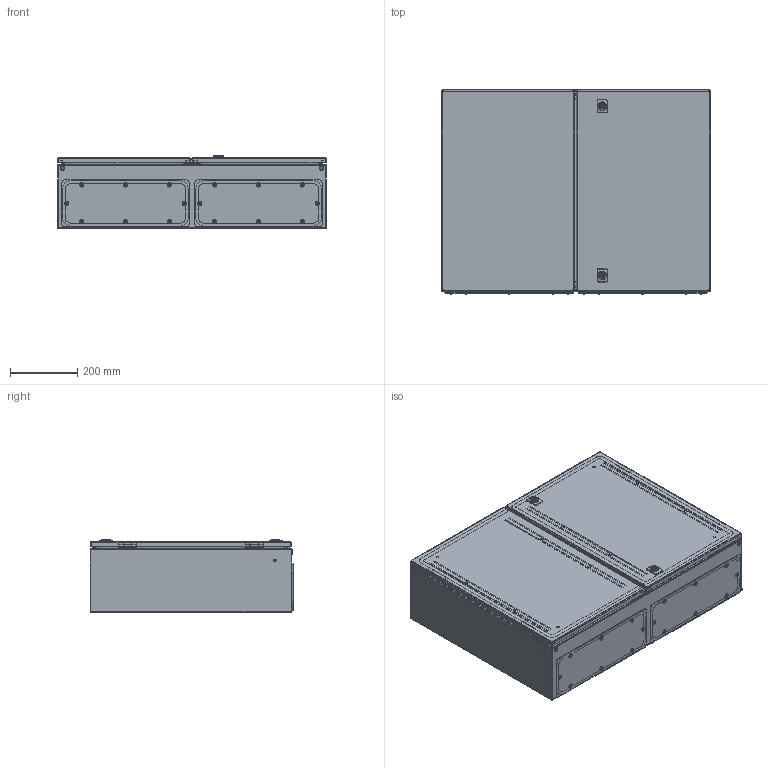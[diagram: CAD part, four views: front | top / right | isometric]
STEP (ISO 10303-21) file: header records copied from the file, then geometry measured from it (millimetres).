
FILE_DESCRIPTION (( 'STEP AP203' ), '1' );
FILE_NAME ('A-1041.STEP', '2010-11-08T13:52:31', ( '' ), ( '' ), 'SwSTEP 2.0', 'SolidWorks 2010', '' );
FILE_SCHEMA (( 'CONFIG_CONTROL_DESIGN' ));
Products named in the file (45): 10042007081850; ENG-005950_6mm; 06072009145039_03E31-057-01; ENG-000128; ENG-000884_M8; ENG-000021; 07072009122542_03U30-056; 07072009160840_03B30-057; ENG-000129_SV-5326; 06072009130922_03E10-053-01 A-1041; ENG-001754_127; ENG-001739_DIN 7983 4,8 x 9,5; A-1041; ENG-000928_03E00-000-01; ENG-000098_M6; ENG-005453; ENG-000169_508; ENG-000093; ENGB-000201_510; ENG-000127; ENG-021237_400 x 600; ENG-000125; ENG-000268_509; 08072009095846_03B10-053; ENG-001424_03B00-000; ENG-000020; 27072009144419_03U10-053; 08072009074310_03B30-056; ENG-000872_ohne Deckteil, Stift gedreht; 07072009150739_03U30-057; ENG-00045A_Normal; ENG-000732_03E20-016-01; ENG-000129_SV-5326-V001; ENG-000872_ohne Deckelteil; ENG-000929_LS-494; 1000-160-1; ENG-000876_DIN 934 M8; ENG-000963_M5 X 0.8 (6MM LONG); ENG-000126; ENG-000138_M6x20 ...
Assembly tree (120 placements, depth 6):
  A-1041
    ENG-000884_M8  x8
    ENG-001424_03B00-000  x2
      ENG-000928_03E00-000-01
      10042007081850
    ENG-001739_DIN 7983 4,8 x 9,5  x16
    ENG-000876_DIN 934 M8  x8
    19092007142653_2256  x2
    08072009074310_03B30-056
      07072009122542_03U30-056
        ENG-000138_M6x20  x6
        ENG-000169_508  x2
        07072009094507_03E31-056-01
      ENG-000098_M6  x4
      ENG-000929_LS-494  x2
      ENG-000129_SV-5326-V001
        ENG-005453
        ENG-000128
        ENG-000127
        ENG-000125
          ENG-000093
            ENG-000021
            ENG-000092
          ENG-000020
        1000-160-1
      23072009134046_400 x 600
      ENG-000129_SV-5326
        ENG-000128
        ENG-000126
        1000-160-1
        ENG-000125
          ENG-000093
            ENG-000021
            ENG-000092
          ENG-000020
        ENG-000127
    07072009160840_03B30-057
      ENG-000098_M6  x4
      ENG-000929_LS-494  x2
      07072009150739_03U30-057
        ENG-000138_M6x20  x6
        ENG-000169_508  x2
        06072009145039_03E31-057-01
      ENG-021237_400 x 600
    ENG-000732_03E20-016-01
    08072009095846_03B10-053
      ENG-000872_ohne Deckteil, Stift gedreht  x2
        ENGB-000201_510
        ENG-000268_509
      ENG-005950_6mm  x8
        ENG-000963_M5 X 0.8 (6MM LONG)
        ENG-00045A_Normal
      27072009144419_03U10-053
        ENG-000138_M8x25  x4
        06072009130922_03E10-053-01 A-1041
        ENG-000138_M6x20  x2
      ENG-000872_ohne Deckelteil  x2
        ENG-000268_509
        ENGB-000201_510
      ENG-001754_127  x2
Bounding box: 800 x 606.97 x 217.49 mm (x, y, z)
Volume: 4021857.6 mm3; surface area: 4680910.7 mm2
Topology: 118 solids, 118 shells, 3618 faces, 9038 edges, 5700 vertices
Faces by surface type: plane 1580, cylinder 1010, cone 510, bspline 310, torus 156, sphere 52
Entity records: 59733 total; most frequent: CARTESIAN_POINT 19461, ORIENTED_EDGE 7066, DIRECTION 6833, EDGE_CURVE 3533, AXIS2_PLACEMENT_3D 2549, VERTEX_POINT 2205, VECTOR 1735, LINE 1735
